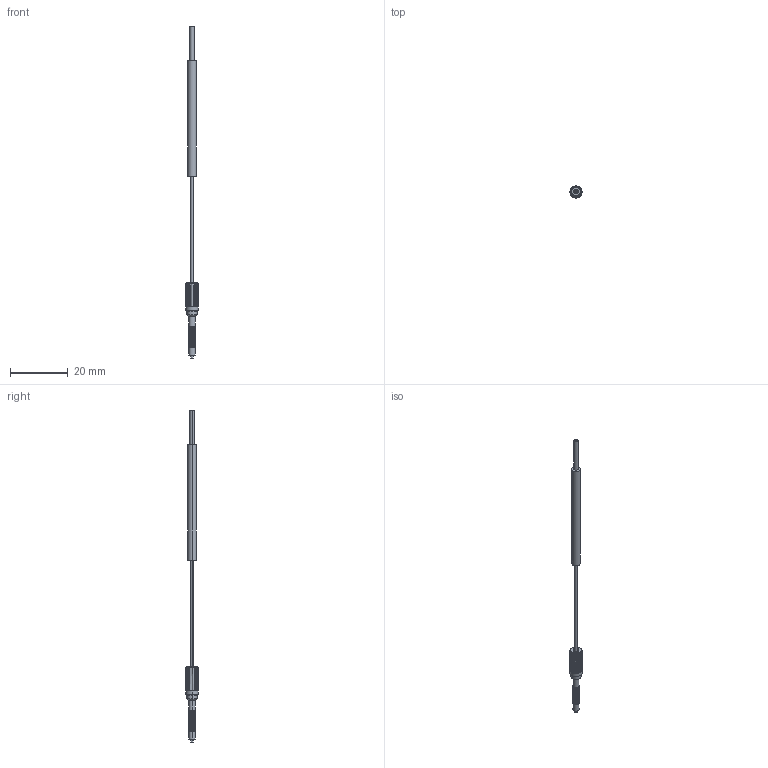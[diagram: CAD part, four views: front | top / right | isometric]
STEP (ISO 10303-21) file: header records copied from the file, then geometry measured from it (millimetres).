
FILE_DESCRIPTION((''),'2;1');
FILE_NAME('PTS15Y10_ASM','2020-06-08T14:57:49',('Administrator'),(''),'CREO PARAMETRIC BY PTC INC, 2018400','CREO PARAMETRIC BY PTC INC, 2018400','');
FILE_SCHEMA(('AUTOMOTIVE_DESIGN { 1 0 10303 214 1 1 1 1 }'));
Length unit declared in the file: millimetre
Products named in the file (7): 15-10-15___; 10XIAN____; JW22_10_____; 30-40G_; 10_DANXIAN_____ASM; 10-5-15_; PTS15Y10_ASM
Assembly tree (6 placements, depth 3):
  PTS15Y10_ASM
    15-10-15___
    10_DANXIAN_____ASM
      10XIAN____
      JW22_10_____
      30-40G_
    10-5-15_
Bounding box: 4.2 x 4.2 x 115 mm (x, y, z)
Volume: 489.6 mm3; surface area: 1494.9 mm2
Topology: 5 solids, 5 shells, 390 faces, 928 edges, 550 vertices
Faces by surface type: cylinder 198, plane 112, torus 76, cone 4
Entity records: 12104 total; most frequent: CARTESIAN_POINT 2352, DIRECTION 2266, ORIENTED_EDGE 1856, AXIS2_PLACEMENT_3D 1032, EDGE_CURVE 928, CIRCLE 626, VERTEX_POINT 550, EDGE_LOOP 400
